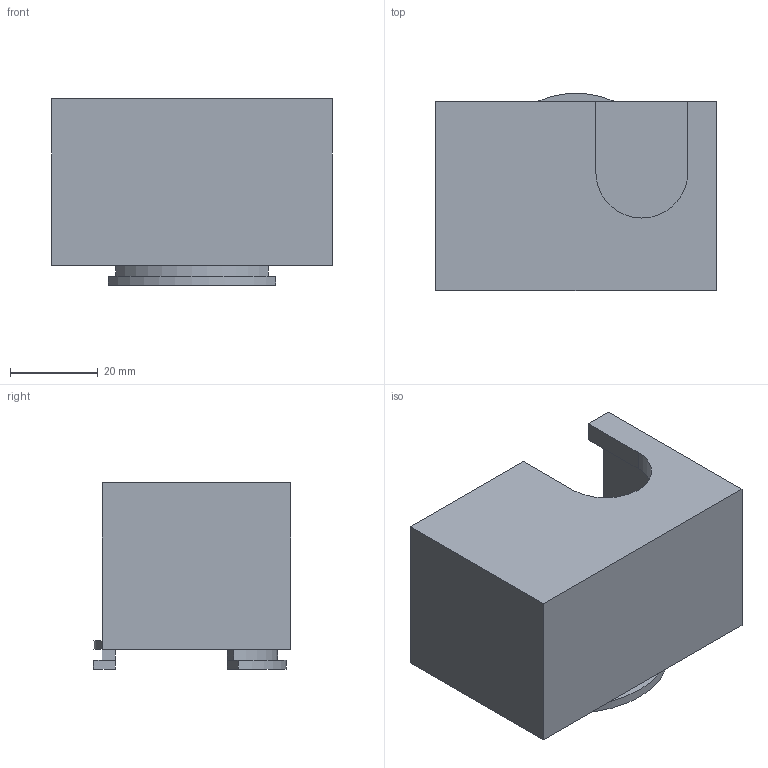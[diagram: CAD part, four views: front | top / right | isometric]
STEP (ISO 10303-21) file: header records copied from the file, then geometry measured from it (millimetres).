
FILE_DESCRIPTION(('FreeCAD Model'),'2;1');
FILE_NAME('goproFrame.STEP','2017-02-21T13:48:43',('Author'),(''), 'Open CASCADE STEP processor 6.8','FreeCAD','Unknown');
FILE_SCHEMA(('AUTOMOTIVE_DESIGN_CC2 { 1 2 10303 214 -1 1 5 4 }'));
Length unit declared in the file: millimetre
Products named in the file (2): ASSEMBLY; goproFrame
Assembly tree (1 placements, depth 2):
  ASSEMBLY
    goproFrame
Bounding box: 64 x 44.99 x 42.5 mm (x, y, z)
Volume: 24633.5 mm3; surface area: 21074.5 mm2
Topology: 1 solids, 1 shells, 53 faces, 123 edges, 73 vertices
Faces by surface type: plane 31, cylinder 18, sphere 4
Entity records: 3243 total; most frequent: CARTESIAN_POINT 721, DIRECTION 473, LINE 265, VECTOR 265, ORIENTED_EDGE 246, PCURVE 246, DEFINITIONAL_REPRESENTATION 246, EDGE_CURVE 123
